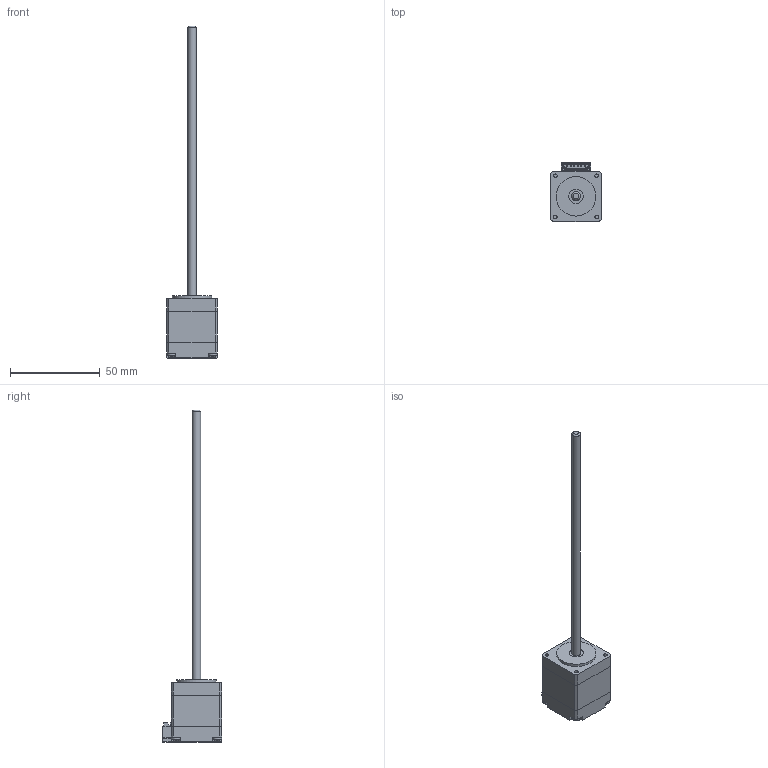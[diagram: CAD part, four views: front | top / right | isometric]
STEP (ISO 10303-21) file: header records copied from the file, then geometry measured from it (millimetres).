
FILE_DESCRIPTION((''),'2;1');
FILE_NAME('LSA281S-A-UG…-152.stp','2018-08-21T15:44:21',('tao.xu'),(''),'Autodesk Inventor 2013','Autodesk Inventor 2013','');
FILE_SCHEMA(('CONFIG_CONTROL_DESIGN'));
Length unit declared in the file: millimetre
Products named in the file (1): 零件28
Bounding box: 28 x 33 x 185.3 mm (x, y, z)
Volume: 29378.5 mm3; surface area: 9040.5 mm2
Topology: 2 solids, 2 shells, 436 faces, 1152 edges, 741 vertices
Faces by surface type: plane 321, cone 52, cylinder 39, torus 20, sphere 4
Full cylindrical faces by diameter (mm): 2.05 x4, 4.763 x1, 8 x2, 9.5 x1, 22 x1
Entity records: 14069 total; most frequent: CARTESIAN_POINT 3149, ORIENTED_EDGE 2224, DIRECTION 2060, EDGE_CURVE 1112, VECTOR 774, LINE 774, VERTEX_POINT 728, AXIS2_PLACEMENT_3D 643
